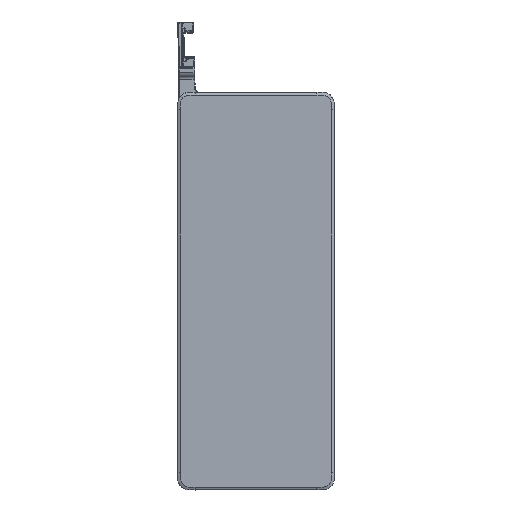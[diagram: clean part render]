
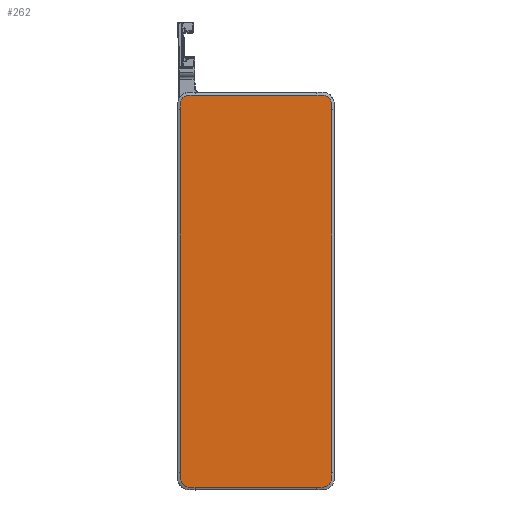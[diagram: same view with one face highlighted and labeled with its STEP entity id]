
A CAD part, top view. The second image highlights one B-rep face of the part: STEP entity #262.
In plain terms, the highlighted planar face has unit normal (0, 0, 1).
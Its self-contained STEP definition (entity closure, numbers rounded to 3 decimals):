
#186=PLANE('',#16073);
#262=ADVANCED_FACE('extract',(#666),#186,.T.);
#666=FACE_OUTER_BOUND('',#5585,.T.);
#1464=VECTOR('',#16729,70.695);
#1470=VECTOR('',#16728,210.695);
#1471=VECTOR('',#16726,70.695);
#1472=VECTOR('',#16730,210.695);
#1819=LINE('',#7050,#1464);
#1825=LINE('',#7311,#1470);
#1826=LINE('',#7334,#1471);
#1827=LINE('',#7356,#1472);
#2196=ORIENTED_EDGE('',*,*,#4004,.T.);
#2197=ORIENTED_EDGE('',*,*,#4013,.T.);
#2198=ORIENTED_EDGE('',*,*,#4014,.T.);
#2199=ORIENTED_EDGE('',*,*,#4015,.T.);
#2200=ORIENTED_EDGE('',*,*,#4016,.T.);
#2201=ORIENTED_EDGE('',*,*,#4017,.T.);
#2202=ORIENTED_EDGE('',*,*,#4018,.T.);
#2203=ORIENTED_EDGE('',*,*,#4007,.T.);
#4004=EDGE_CURVE('21',#5084,#5087,#1819,.T.);
#4007=EDGE_CURVE('24',#5088,#5084,#4904,.T.);
#4013=EDGE_CURVE('30',#5087,#5093,#4906,.T.);
#4014=EDGE_CURVE('31',#5093,#5094,#1825,.T.);
#4015=EDGE_CURVE('32',#5094,#5095,#4907,.T.);
#4016=EDGE_CURVE('33',#5095,#5096,#1826,.T.);
#4017=EDGE_CURVE('34',#5096,#5097,#4908,.T.);
#4018=EDGE_CURVE('35',#5097,#5088,#1827,.T.);
#4904=B_SPLINE_CURVE_WITH_KNOTS('',3,(#7150,#7172,#7173,#7174,#7175,#7176,#7177,#7178,#7179,#7180,#7181,#7182,#7183,#7184,#7185,#7186,#7187,#7188,#7189,#7190,#7191,#7050),.UNSPECIFIED.,.F.,.U.,(4,1,1,1,1,1,1,1,1,1,1,1,1,1,1,1,1,1,1,4),(0.,0.053,0.105,0.158,0.211,0.263,0.316,0.368,0.421,0.474,0.526,0.579,0.632,0.684,0.737,0.789,0.842,0.895,0.947,1.),.UNSPECIFIED.);
#4906=B_SPLINE_CURVE_WITH_KNOTS('',3,(#7053,#7312,#7313,#7314,#7315,#7316,#7317,#7318,#7319,#7320,#7321,#7322,#7323,#7324,#7325,#7326,#7327,#7328,#7329,#7330,#7331,#7311),.UNSPECIFIED.,.F.,.U.,(4,1,1,1,1,1,1,1,1,1,1,1,1,1,1,1,1,1,1,4),(0.,0.053,0.105,0.158,0.211,0.263,0.316,0.368,0.421,0.474,0.526,0.579,0.632,0.684,0.737,0.789,0.842,0.895,0.947,1.),.UNSPECIFIED.);
#4907=B_SPLINE_CURVE_WITH_KNOTS('',3,(#7333,#7335,#7336,#7337,#7338,#7339,#7340,#7341,#7342,#7343,#7344,#7345,#7346,#7347,#7348,#7349,#7350,#7351,#7352,#7353,#7354,#7334),.UNSPECIFIED.,.F.,.U.,(4,1,1,1,1,1,1,1,1,1,1,1,1,1,1,1,1,1,1,4),(0.,0.053,0.105,0.158,0.211,0.263,0.316,0.368,0.421,0.474,0.526,0.579,0.632,0.684,0.737,0.789,0.842,0.895,0.947,1.),.UNSPECIFIED.);
#4908=B_SPLINE_CURVE_WITH_KNOTS('',3,(#7355,#7357,#7358,#7359,#7360,#7361,#7362,#7363,#7364,#7365,#7366,#7367,#7368,#7369,#7370,#7371,#7372,#7373,#7374,#7375,#7376,#7356),.UNSPECIFIED.,.F.,.U.,(4,1,1,1,1,1,1,1,1,1,1,1,1,1,1,1,1,1,1,4),(0.,0.053,0.105,0.158,0.211,0.263,0.316,0.368,0.421,0.474,0.526,0.579,0.632,0.684,0.737,0.789,0.842,0.895,0.947,1.),.UNSPECIFIED.);
#5084=VERTEX_POINT('17',#7050);
#5087=VERTEX_POINT('20',#7053);
#5088=VERTEX_POINT('21',#7150);
#5093=VERTEX_POINT('26',#7311);
#5094=VERTEX_POINT('27',#7333);
#5095=VERTEX_POINT('28',#7334);
#5096=VERTEX_POINT('29',#7355);
#5097=VERTEX_POINT('30',#7356);
#5585=EDGE_LOOP('',(#2196,#2197,#2198,#2199,#2200,#2201,#2202,#2203));
#7050=CARTESIAN_POINT('',(76.098,-26.1,9.3));
#7053=CARTESIAN_POINT('',(5.402,-26.1,9.3));
#7150=CARTESIAN_POINT('',(84.65,-34.652,9.3));
#7172=CARTESIAN_POINT('',(84.65,-34.26,9.3));
#7173=CARTESIAN_POINT('',(84.65,-33.449,9.3));
#7174=CARTESIAN_POINT('',(84.648,-32.381,9.3));
#7175=CARTESIAN_POINT('',(84.625,-31.42,9.3));
#7176=CARTESIAN_POINT('',(84.547,-30.607,9.3));
#7177=CARTESIAN_POINT('',(84.411,-29.934,9.3));
#7178=CARTESIAN_POINT('',(84.227,-29.368,9.3));
#7179=CARTESIAN_POINT('',(83.979,-28.828,9.3));
#7180=CARTESIAN_POINT('',(83.66,-28.305,9.3));
#7181=CARTESIAN_POINT('',(83.304,-27.85,9.3));
#7182=CARTESIAN_POINT('',(82.922,-27.466,9.3));
#7183=CARTESIAN_POINT('',(82.473,-27.109,9.3));
#7184=CARTESIAN_POINT('',(81.952,-26.787,9.3));
#7185=CARTESIAN_POINT('',(81.411,-26.535,9.3));
#7186=CARTESIAN_POINT('',(80.849,-26.348,9.3));
#7187=CARTESIAN_POINT('',(80.183,-26.209,9.3));
#7188=CARTESIAN_POINT('',(79.374,-26.127,9.3));
#7189=CARTESIAN_POINT('',(78.421,-26.102,9.3));
#7190=CARTESIAN_POINT('',(77.341,-26.1,9.3));
#7191=CARTESIAN_POINT('',(76.502,-26.1,9.3));
#7311=CARTESIAN_POINT('',(-3.15,-34.652,9.3));
#7312=CARTESIAN_POINT('',(5.01,-26.1,9.3));
#7313=CARTESIAN_POINT('',(4.199,-26.1,9.3));
#7314=CARTESIAN_POINT('',(3.131,-26.102,9.3));
#7315=CARTESIAN_POINT('',(2.171,-26.125,9.3));
#7316=CARTESIAN_POINT('',(1.357,-26.203,9.3));
#7317=CARTESIAN_POINT('',(0.684,-26.339,9.3));
#7318=CARTESIAN_POINT('',(0.118,-26.523,9.3));
#7319=CARTESIAN_POINT('',(-0.422,-26.771,9.3));
#7320=CARTESIAN_POINT('',(-0.945,-27.089,9.3));
#7321=CARTESIAN_POINT('',(-1.4,-27.446,9.3));
#7322=CARTESIAN_POINT('',(-1.784,-27.828,9.3));
#7323=CARTESIAN_POINT('',(-2.141,-28.277,9.3));
#7324=CARTESIAN_POINT('',(-2.463,-28.798,9.3));
#7325=CARTESIAN_POINT('',(-2.715,-29.339,9.3));
#7326=CARTESIAN_POINT('',(-2.902,-29.901,9.3));
#7327=CARTESIAN_POINT('',(-3.041,-30.567,9.3));
#7328=CARTESIAN_POINT('',(-3.123,-31.376,9.3));
#7329=CARTESIAN_POINT('',(-3.148,-32.329,9.3));
#7330=CARTESIAN_POINT('',(-3.15,-33.409,9.3));
#7331=CARTESIAN_POINT('',(-3.15,-34.248,9.3));
#7332=CARTESIAN_POINT('',(85.15,-254.4,9.3));
#7333=CARTESIAN_POINT('',(-3.15,-245.348,9.3));
#7334=CARTESIAN_POINT('',(5.402,-253.9,9.3));
#7335=CARTESIAN_POINT('',(-3.15,-245.74,9.3));
#7336=CARTESIAN_POINT('',(-3.15,-246.551,9.3));
#7337=CARTESIAN_POINT('',(-3.148,-247.619,9.3));
#7338=CARTESIAN_POINT('',(-3.125,-248.58,9.3));
#7339=CARTESIAN_POINT('',(-3.047,-249.393,9.3));
#7340=CARTESIAN_POINT('',(-2.911,-250.066,9.3));
#7341=CARTESIAN_POINT('',(-2.727,-250.632,9.3));
#7342=CARTESIAN_POINT('',(-2.479,-251.172,9.3));
#7343=CARTESIAN_POINT('',(-2.16,-251.695,9.3));
#7344=CARTESIAN_POINT('',(-1.804,-252.15,9.3));
#7345=CARTESIAN_POINT('',(-1.422,-252.534,9.3));
#7346=CARTESIAN_POINT('',(-0.973,-252.891,9.3));
#7347=CARTESIAN_POINT('',(-0.452,-253.213,9.3));
#7348=CARTESIAN_POINT('',(0.089,-253.465,9.3));
#7349=CARTESIAN_POINT('',(0.651,-253.652,9.3));
#7350=CARTESIAN_POINT('',(1.317,-253.791,9.3));
#7351=CARTESIAN_POINT('',(2.126,-253.873,9.3));
#7352=CARTESIAN_POINT('',(3.079,-253.898,9.3));
#7353=CARTESIAN_POINT('',(4.159,-253.9,9.3));
#7354=CARTESIAN_POINT('',(4.998,-253.9,9.3));
#7355=CARTESIAN_POINT('',(76.098,-253.9,9.3));
#7356=CARTESIAN_POINT('',(84.65,-245.348,9.3));
#7357=CARTESIAN_POINT('',(76.491,-253.9,9.3));
#7358=CARTESIAN_POINT('',(77.302,-253.9,9.3));
#7359=CARTESIAN_POINT('',(78.372,-253.898,9.3));
#7360=CARTESIAN_POINT('',(79.332,-253.875,9.3));
#7361=CARTESIAN_POINT('',(80.146,-253.796,9.3));
#7362=CARTESIAN_POINT('',(80.819,-253.66,9.3));
#7363=CARTESIAN_POINT('',(81.384,-253.476,9.3));
#7364=CARTESIAN_POINT('',(81.924,-253.228,9.3));
#7365=CARTESIAN_POINT('',(82.448,-252.909,9.3));
#7366=CARTESIAN_POINT('',(82.902,-252.552,9.3));
#7367=CARTESIAN_POINT('',(83.286,-252.17,9.3));
#7368=CARTESIAN_POINT('',(83.643,-251.72,9.3));
#7369=CARTESIAN_POINT('',(83.964,-251.199,9.3));
#7370=CARTESIAN_POINT('',(84.216,-250.659,9.3));
#7371=CARTESIAN_POINT('',(84.403,-250.096,9.3));
#7372=CARTESIAN_POINT('',(84.541,-249.43,9.3));
#7373=CARTESIAN_POINT('',(84.623,-248.622,9.3));
#7374=CARTESIAN_POINT('',(84.648,-247.67,9.3));
#7375=CARTESIAN_POINT('',(84.65,-246.59,9.3));
#7376=CARTESIAN_POINT('',(84.65,-245.752,9.3));
#16073=AXIS2_PLACEMENT_3D('',#7332,#16725,#16730);
#16725=DIRECTION('',(0.,0.,1.));
#16726=DIRECTION('',(1.,0.,0.));
#16728=DIRECTION('',(0.,-1.,0.));
#16729=DIRECTION('',(-1.,0.,0.));
#16730=DIRECTION('',(0.,1.,0.));
